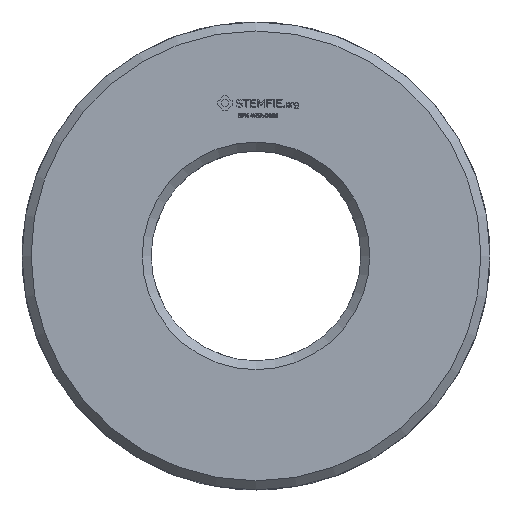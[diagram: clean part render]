
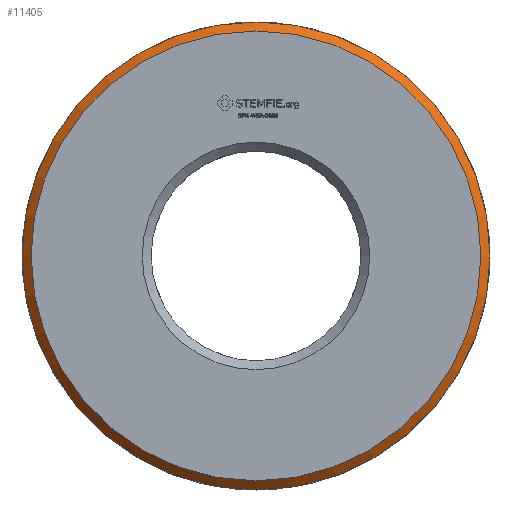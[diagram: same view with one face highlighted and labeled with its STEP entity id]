
A CAD part, top view. The second image highlights one B-rep face of the part: STEP entity #11405.
In plain terms, the highlighted conical face has half-angle 45 degrees and reference radius 7.812 mm.
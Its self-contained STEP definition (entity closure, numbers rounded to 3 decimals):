
#21 = EDGE_CURVE('',#22,#22,#24,.T.);
#22 = VERTEX_POINT('',#23);
#23 = CARTESIAN_POINT('',(7.513,0.,3.125));
#24 = SURFACE_CURVE('',#25,(#30,#42),.PCURVE_S1.);
#25 = CIRCLE('',#26,7.513);
#26 = AXIS2_PLACEMENT_3D('',#27,#28,#29);
#27 = CARTESIAN_POINT('',(0.,0.,3.125));
#28 = DIRECTION('',(0.,0.,-1.));
#29 = DIRECTION('',(1.,0.,0.));
#30 = PCURVE('',#31,#36);
#31 = PLANE('',#32);
#32 = AXIS2_PLACEMENT_3D('',#33,#34,#35);
#33 = CARTESIAN_POINT('',(0.,0.,3.125));
#34 = DIRECTION('',(0.,0.,-1.));
#35 = DIRECTION('',(1.,0.,0.));
#36 = DEFINITIONAL_REPRESENTATION('',(#37),#41);
#37 = CIRCLE('',#38,7.513);
#38 = AXIS2_PLACEMENT_2D('',#39,#40);
#39 = CARTESIAN_POINT('',(0.,0.));
#40 = DIRECTION('',(1.,0.));
#41 = ( GEOMETRIC_REPRESENTATION_CONTEXT(2) 
PARAMETRIC_REPRESENTATION_CONTEXT() REPRESENTATION_CONTEXT('2D SPACE',''
  ) );
#42 = PCURVE('',#43,#48);
#43 = CONICAL_SURFACE('',#44,7.813,0.785);
#44 = AXIS2_PLACEMENT_3D('',#45,#46,#47);
#45 = CARTESIAN_POINT('',(0.,0.,2.825));
#46 = DIRECTION('',(0.,0.,-1.));
#47 = DIRECTION('',(1.,0.,0.));
#48 = DEFINITIONAL_REPRESENTATION('',(#49),#53);
#49 = LINE('',#50,#51);
#50 = CARTESIAN_POINT('',(0.,-0.3));
#51 = VECTOR('',#52,1.);
#52 = DIRECTION('',(1.,-0.));
#53 = ( GEOMETRIC_REPRESENTATION_CONTEXT(2) 
PARAMETRIC_REPRESENTATION_CONTEXT() REPRESENTATION_CONTEXT('2D SPACE',''
  ) );
#11405 = ADVANCED_FACE('',(#11406),#43,.T.);
#11406 = FACE_BOUND('',#11407,.F.);
#11407 = EDGE_LOOP('',(#11408,#11437,#11458,#11459));
#11408 = ORIENTED_EDGE('',*,*,#11409,.T.);
#11409 = EDGE_CURVE('',#11410,#11410,#11412,.T.);
#11410 = VERTEX_POINT('',#11411);
#11411 = CARTESIAN_POINT('',(7.813,0.,2.825));
#11412 = SURFACE_CURVE('',#11413,(#11418,#11425),.PCURVE_S1.);
#11413 = CIRCLE('',#11414,7.813);
#11414 = AXIS2_PLACEMENT_3D('',#11415,#11416,#11417);
#11415 = CARTESIAN_POINT('',(0.,0.,2.825));
#11416 = DIRECTION('',(0.,0.,-1.));
#11417 = DIRECTION('',(1.,0.,0.));
#11418 = PCURVE('',#43,#11419);
#11419 = DEFINITIONAL_REPRESENTATION('',(#11420),#11424);
#11420 = LINE('',#11421,#11422);
#11421 = CARTESIAN_POINT('',(0.,-0.));
#11422 = VECTOR('',#11423,1.);
#11423 = DIRECTION('',(1.,-0.));
#11424 = ( GEOMETRIC_REPRESENTATION_CONTEXT(2) 
PARAMETRIC_REPRESENTATION_CONTEXT() REPRESENTATION_CONTEXT('2D SPACE',''
  ) );
#11425 = PCURVE('',#11426,#11431);
#11426 = CYLINDRICAL_SURFACE('',#11427,7.813);
#11427 = AXIS2_PLACEMENT_3D('',#11428,#11429,#11430);
#11428 = CARTESIAN_POINT('',(0.,0.,2.325));
#11429 = DIRECTION('',(0.,0.,1.));
#11430 = DIRECTION('',(1.,0.,0.));
#11431 = DEFINITIONAL_REPRESENTATION('',(#11432),#11436);
#11432 = LINE('',#11433,#11434);
#11433 = CARTESIAN_POINT('',(-0.,0.5));
#11434 = VECTOR('',#11435,1.);
#11435 = DIRECTION('',(-1.,0.));
#11436 = ( GEOMETRIC_REPRESENTATION_CONTEXT(2) 
PARAMETRIC_REPRESENTATION_CONTEXT() REPRESENTATION_CONTEXT('2D SPACE',''
  ) );
#11437 = ORIENTED_EDGE('',*,*,#11438,.T.);
#11438 = EDGE_CURVE('',#11410,#22,#11439,.T.);
#11439 = SEAM_CURVE('',#11440,(#11444,#11451),.PCURVE_S1.);
#11440 = LINE('',#11441,#11442);
#11441 = CARTESIAN_POINT('',(7.813,0.,2.825));
#11442 = VECTOR('',#11443,1.);
#11443 = DIRECTION('',(-0.707,0.,
    0.707));
#11444 = PCURVE('',#43,#11445);
#11445 = DEFINITIONAL_REPRESENTATION('',(#11446),#11450);
#11446 = LINE('',#11447,#11448);
#11447 = CARTESIAN_POINT('',(0.,-0.));
#11448 = VECTOR('',#11449,1.);
#11449 = DIRECTION('',(0.,-1.));
#11450 = ( GEOMETRIC_REPRESENTATION_CONTEXT(2) 
PARAMETRIC_REPRESENTATION_CONTEXT() REPRESENTATION_CONTEXT('2D SPACE',''
  ) );
#11451 = PCURVE('',#43,#11452);
#11452 = DEFINITIONAL_REPRESENTATION('',(#11453),#11457);
#11453 = LINE('',#11454,#11455);
#11454 = CARTESIAN_POINT('',(6.283,-0.));
#11455 = VECTOR('',#11456,1.);
#11456 = DIRECTION('',(0.,-1.));
#11457 = ( GEOMETRIC_REPRESENTATION_CONTEXT(2) 
PARAMETRIC_REPRESENTATION_CONTEXT() REPRESENTATION_CONTEXT('2D SPACE',''
  ) );
#11458 = ORIENTED_EDGE('',*,*,#21,.F.);
#11459 = ORIENTED_EDGE('',*,*,#11438,.F.);
